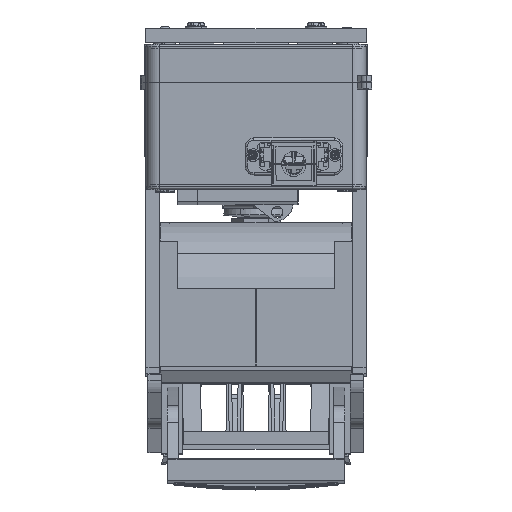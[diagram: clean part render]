
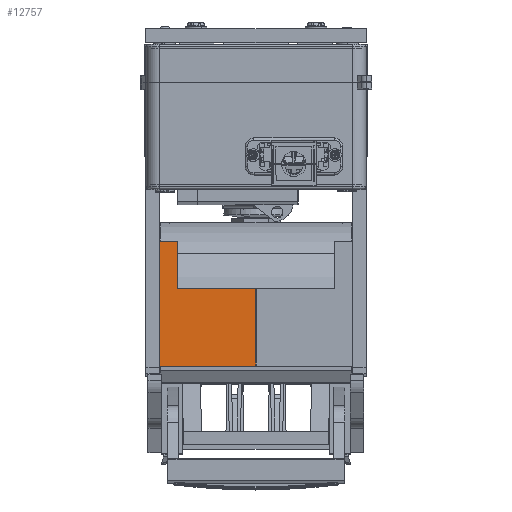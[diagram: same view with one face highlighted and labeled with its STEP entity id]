
A CAD part, top view. The second image highlights one B-rep face of the part: STEP entity #12757.
In plain terms, the highlighted planar face has unit normal (0, 0, 1).
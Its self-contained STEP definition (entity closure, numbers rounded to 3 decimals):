
#12728=AXIS2_PLACEMENT_3D('Plane Axis2P3D',#12725,#12726,#12727) ;
#12651=CARTESIAN_POINT('Line Origine',(-17.751,-114.412,279.376)) ;
#12655=CARTESIAN_POINT('Vertex',(-35.5,-114.412,279.376)) ;
#12657=CARTESIAN_POINT('Vertex',(-0.002,-114.412,279.376)) ;
#12686=CARTESIAN_POINT('Vertex',(-0.002,-149.405,279.376)) ;
#12689=CARTESIAN_POINT('Line Origine',(-0.002,-131.909,279.376)) ;
#12706=CARTESIAN_POINT('Line Origine',(-21.751,-149.405,279.376)) ;
#12710=CARTESIAN_POINT('Vertex',(-43.5,-149.405,279.376)) ;
#12725=CARTESIAN_POINT('Axis2P3D Location',(43.5,-149.405,279.376)) ;
#12730=CARTESIAN_POINT('Line Origine',(0.,-93.421,279.376)) ;
#12734=CARTESIAN_POINT('Vertex',(-43.5,-93.421,279.376)) ;
#12736=CARTESIAN_POINT('Vertex',(-35.5,-93.421,279.376)) ;
#12739=CARTESIAN_POINT('Line Origine',(-43.5,-121.413,279.376)) ;
#12744=CARTESIAN_POINT('Line Origine',(-35.5,-121.413,279.376)) ;
#12652=DIRECTION('Vector Direction',(1.,0.,0.)) ;
#12690=DIRECTION('Vector Direction',(0.,-1.,0.)) ;
#12707=DIRECTION('Vector Direction',(1.,0.,0.)) ;
#12726=DIRECTION('Axis2P3D Direction',(-0.,0.,-1.)) ;
#12727=DIRECTION('Axis2P3D XDirection',(-1.,0.,0.)) ;
#12731=DIRECTION('Vector Direction',(-1.,0.,0.)) ;
#12740=DIRECTION('Vector Direction',(0.,1.,0.)) ;
#12745=DIRECTION('Vector Direction',(0.,1.,0.)) ;
#12653=VECTOR('Line Direction',#12652,1.) ;
#12691=VECTOR('Line Direction',#12690,1.) ;
#12708=VECTOR('Line Direction',#12707,1.) ;
#12732=VECTOR('Line Direction',#12731,1.) ;
#12741=VECTOR('Line Direction',#12740,1.) ;
#12746=VECTOR('Line Direction',#12745,1.) ;
#12750=ORIENTED_EDGE('',*,*,#12738,.F.) ;
#12751=ORIENTED_EDGE('',*,*,#12743,.T.) ;
#12752=ORIENTED_EDGE('',*,*,#12712,.T.) ;
#12753=ORIENTED_EDGE('',*,*,#12693,.F.) ;
#12754=ORIENTED_EDGE('',*,*,#12659,.F.) ;
#12755=ORIENTED_EDGE('',*,*,#12748,.T.) ;
#12757=ADVANCED_FACE('802874_L03_Leistendeckel D-SL10/3x3',(#12756),#12729,.F.) ;
#12659=EDGE_CURVE('',#12656,#12658,#12654,.T.) ;
#12693=EDGE_CURVE('',#12658,#12687,#12692,.T.) ;
#12712=EDGE_CURVE('',#12711,#12687,#12709,.T.) ;
#12738=EDGE_CURVE('',#12735,#12737,#12733,.F.) ;
#12743=EDGE_CURVE('',#12735,#12711,#12742,.F.) ;
#12748=EDGE_CURVE('',#12656,#12737,#12747,.T.) ;
#12749=EDGE_LOOP('',(#12750,#12751,#12752,#12753,#12754,#12755)) ;
#12756=FACE_OUTER_BOUND('',#12749,.T.) ;
#12654=LINE('Line',#12651,#12653) ;
#12692=LINE('Line',#12689,#12691) ;
#12709=LINE('Line',#12706,#12708) ;
#12733=LINE('Line',#12730,#12732) ;
#12742=LINE('Line',#12739,#12741) ;
#12747=LINE('Line',#12744,#12746) ;
#12729=PLANE('Plane',#12728) ;
#12656=VERTEX_POINT('',#12655) ;
#12658=VERTEX_POINT('',#12657) ;
#12687=VERTEX_POINT('',#12686) ;
#12711=VERTEX_POINT('',#12710) ;
#12735=VERTEX_POINT('',#12734) ;
#12737=VERTEX_POINT('',#12736) ;
